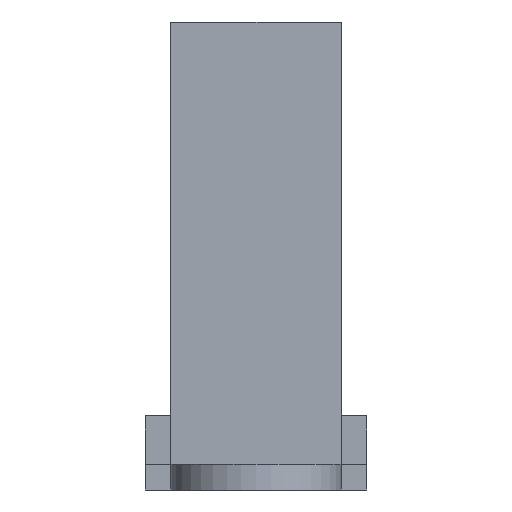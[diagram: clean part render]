
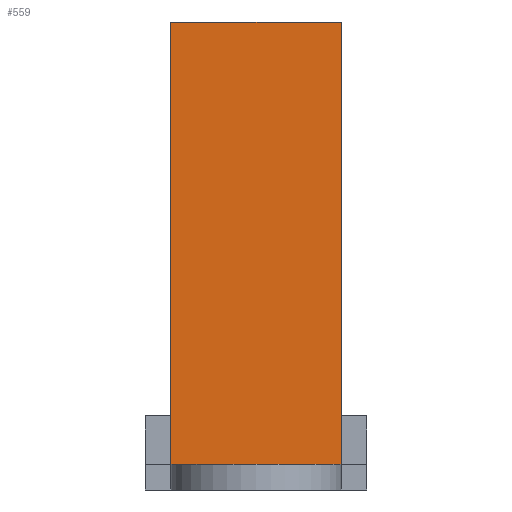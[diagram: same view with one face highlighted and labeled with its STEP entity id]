
A CAD part, left-side view. The second image highlights one B-rep face of the part: STEP entity #559.
In plain terms, the highlighted planar face has unit normal (-1, 0, 0).
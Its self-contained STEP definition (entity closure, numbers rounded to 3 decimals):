
#73 = VERTEX_POINT('',#74);
#74 = CARTESIAN_POINT('',(19.3,10.,3.));
#104 = VERTEX_POINT('',#105);
#105 = CARTESIAN_POINT('',(19.3,-10.,3.));
#232 = EDGE_CURVE('',#73,#104,#233,.T.);
#233 = LINE('',#234,#235);
#234 = CARTESIAN_POINT('',(19.3,10.,3.));
#235 = VECTOR('',#236,1.);
#236 = DIRECTION('',(0.,-1.,0.));
#559 = ADVANCED_FACE('',(#560),#585,.F.);
#560 = FACE_BOUND('',#561,.F.);
#561 = EDGE_LOOP('',(#562,#570,#578,#584));
#562 = ORIENTED_EDGE('',*,*,#563,.T.);
#563 = EDGE_CURVE('',#73,#564,#566,.T.);
#564 = VERTEX_POINT('',#565);
#565 = CARTESIAN_POINT('',(19.3,10.,54.9));
#566 = LINE('',#567,#568);
#567 = CARTESIAN_POINT('',(19.3,10.,3.));
#568 = VECTOR('',#569,1.);
#569 = DIRECTION('',(0.,0.,1.));
#570 = ORIENTED_EDGE('',*,*,#571,.T.);
#571 = EDGE_CURVE('',#564,#572,#574,.T.);
#572 = VERTEX_POINT('',#573);
#573 = CARTESIAN_POINT('',(19.3,-10.,54.9));
#574 = LINE('',#575,#576);
#575 = CARTESIAN_POINT('',(19.3,10.,54.9));
#576 = VECTOR('',#577,1.);
#577 = DIRECTION('',(0.,-1.,0.));
#578 = ORIENTED_EDGE('',*,*,#579,.F.);
#579 = EDGE_CURVE('',#104,#572,#580,.T.);
#580 = LINE('',#581,#582);
#581 = CARTESIAN_POINT('',(19.3,-10.,3.));
#582 = VECTOR('',#583,1.);
#583 = DIRECTION('',(0.,0.,1.));
#584 = ORIENTED_EDGE('',*,*,#232,.F.);
#585 = PLANE('',#586);
#586 = AXIS2_PLACEMENT_3D('',#587,#588,#589);
#587 = CARTESIAN_POINT('',(19.3,10.,3.));
#588 = DIRECTION('',(1.,0.,0.));
#589 = DIRECTION('',(0.,-1.,0.));
